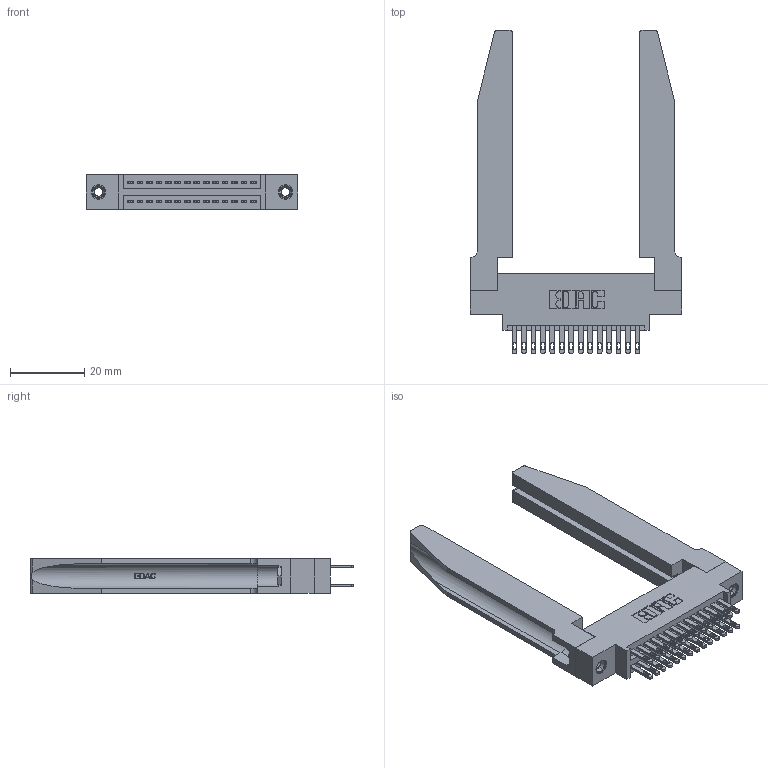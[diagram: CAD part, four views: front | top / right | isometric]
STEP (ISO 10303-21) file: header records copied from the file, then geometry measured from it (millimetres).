
FILE_DESCRIPTION (( 'STEP AP203' ), '1' );
FILE_NAME ('345-028-500-878.STEP', '2019-10-27T20:49:35', ( '' ), ( '' ), 'SwSTEP 2.0', 'SolidWorks 2016', '' );
FILE_SCHEMA (( 'CONFIG_CONTROL_DESIGN' ));
Length unit declared in the file: inch
Products named in the file (5): 345-028-500-878; 345-250-001_345-250-001-102; 345-292-001_345-293-100; 345 Part_0.170 Offset - 0.156 Dia-TH; 345-220-078_345-220-078
Assembly tree (33 placements, depth 2):
  345-028-500-878
    345 Part_0.170 Offset - 0.156 Dia-TH
    345-292-001_345-293-100  x28
    345-250-001_345-250-001-102  x2
    345-220-078_345-220-078  x2
Bounding box: 56.79 x 86.79 x 9.4 mm (x, y, z)
Volume: 12999.8 mm3; surface area: 14455 mm2
Topology: 33 solids, 33 shells, 1652 faces, 4909 edges, 3262 vertices
Faces by surface type: plane 982, cylinder 618, bspline 36, cone 12, torus 4
Entity records: 19556 total; most frequent: CARTESIAN_POINT 4223, ORIENTED_EDGE 3054, DIRECTION 2753, EDGE_CURVE 1527, LINE 1241, VECTOR 1241, VERTEX_POINT 1012, AXIS2_PLACEMENT_3D 756
